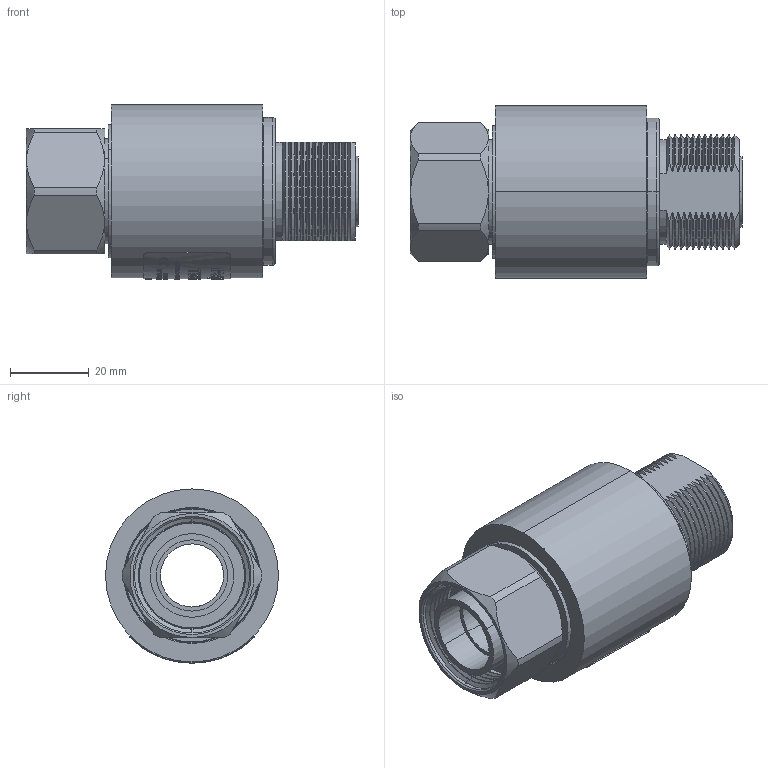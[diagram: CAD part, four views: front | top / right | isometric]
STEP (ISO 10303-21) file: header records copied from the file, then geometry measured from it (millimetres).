
FILE_DESCRIPTION (( 'STEP AP214' ), '1' );
FILE_NAME ('TUSX-DFM.STEP', '2019-07-30T19:25:08', ( '' ), ( '' ), 'SwSTEP 2.0', 'SolidWorks 2019', '' );
FILE_SCHEMA (( 'AUTOMOTIVE_DESIGN' ));
Length unit declared in the file: inch
Products named in the file (11): 5800-0245; 5800-0246; 1502-0716; 5800-0247; 7020-4205; TUSX-DFM
Assembly tree (5 placements, depth 2):
  5800-0245
  5800-0246
  1502-0716
  5800-0247
  TUSX-DFM
    5800-0247
    5800-0246
    5800-0245
    7020-4205
    1502-0716
Bounding box: 84.33 x 43.94 x 44.22 mm (x, y, z)
Volume: 57685.7 mm3; surface area: 33327.2 mm2
Topology: 5 solids, 5 shells, 1952 faces, 5282 edges, 3494 vertices
Faces by surface type: bspline 1036, plane 528, cylinder 278, cone 92, torus 18
Entity records: 125998 total; most frequent: CARTESIAN_POINT 64504, ORIENTED_EDGE 10564, EDGE_CURVE 5282, DIRECTION 4632, VERTEX_POINT 3494, B_SPLINE_CURVE_WITH_KNOTS 3376, EDGE_LOOP 2114, FACE_OUTER_BOUND 1952
